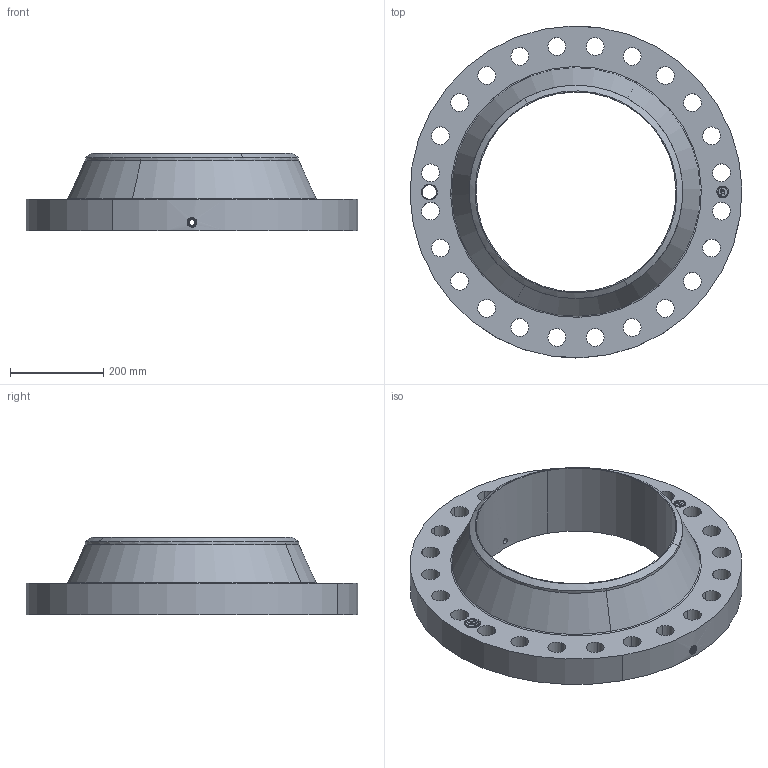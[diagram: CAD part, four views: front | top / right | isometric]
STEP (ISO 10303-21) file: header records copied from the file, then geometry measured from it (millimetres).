
FILE_DESCRIPTION(('3D STEP'),'2;1');
FILE_NAME('18-400-FF-WELD-NECK-40-ORIF-FLANGE.stp','2013-10-23T02:39:39+00:00',('Texas Flange'),(''),'CATIA Version 5 Release 20 SP 6 (IN-10)','CATIA V5 STEP AP214','800-826-3801');
FILE_SCHEMA(('AUTOMOTIVE_DESIGN { 1 0 10303 214 1 1 1 1 }'));
Length unit declared in the file: inch
Products named in the file (1): 18-400-FF-WELD-NECK-40-ORIF-FLANGE
Bounding box: 711 x 711.2 x 165.1 mm (x, y, z)
Volume: 19191275.9 mm3; surface area: 1129990.7 mm2
Topology: 1 solids, 1 shells, 803 faces, 2191 edges, 1408 vertices
Faces by surface type: plane 368, bspline 255, cylinder 125, cone 49, revolution 4, torus 2
Entity records: 33922 total; most frequent: CARTESIAN_POINT 13890, ORIENTED_EDGE 4382, EDGE_CURVE 2191, DIRECTION 2188, VERTEX_POINT 1408, VECTOR 1213, LINE 1213, EDGE_LOOP 877
